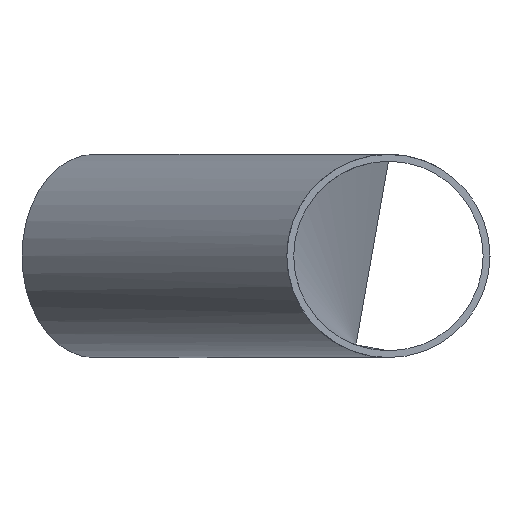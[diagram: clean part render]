
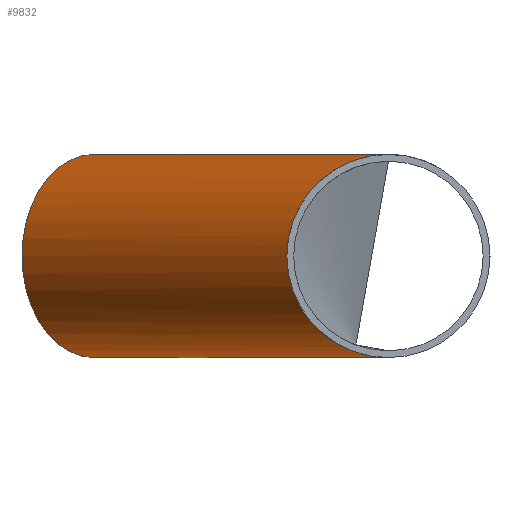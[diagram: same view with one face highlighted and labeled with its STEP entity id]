
A CAD part, left-side view. The second image highlights one B-rep face of the part: STEP entity #9832.
In plain terms, the highlighted cylindrical face has radius 44.45 mm (diameter 88.9 mm), a full revolution.
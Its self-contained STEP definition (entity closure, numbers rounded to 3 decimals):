
#100 = DIRECTION ( 'NONE',  ( 0.707, 0.707, 0. ) ) ;
#131 = EDGE_CURVE ( 'NONE', #15672, #15672, #9608, .T. ) ;
#234 = FACE_OUTER_BOUND ( 'NONE', #16930, .T. ) ;
#644 = CARTESIAN_POINT ( 'NONE',  ( -44.312, 0., 44.45 ) ) ;
#1922 =( BOUNDED_CURVE ( )  B_SPLINE_CURVE ( 3, ( #4294, #19442, #19280, #644 ),
 .UNSPECIFIED., .F., .T. ) 
 B_SPLINE_CURVE_WITH_KNOTS ( ( 4, 4 ),
 ( 1.571, 4.712 ),
 .UNSPECIFIED. ) 
 CURVE ( )  GEOMETRIC_REPRESENTATION_ITEM ( )  RATIONAL_B_SPLINE_CURVE ( ( 1., 0.333, 0.333, 1. ) ) 
 REPRESENTATION_ITEM ( '' )  );
#3216 = EDGE_CURVE ( 'NONE', #21260, #6011, #9375, .T. ) ;
#3281 = CARTESIAN_POINT ( 'NONE',  ( -44.312, 0., -44.45 ) ) ;
#3348 = CARTESIAN_POINT ( 'NONE',  ( -44.312, 0., -44.45 ) ) ;
#4294 = CARTESIAN_POINT ( 'NONE',  ( -44.312, 0., -44.45 ) ) ;
#5841 = CARTESIAN_POINT ( 'NONE',  ( 84.602, 128.914, 0. ) ) ;
#5919 = DIRECTION ( 'NONE',  ( -0.707, 0.707, 0. ) ) ;
#6011 = VERTEX_POINT ( 'NONE', #3281 ) ;
#6661 = EDGE_CURVE ( 'NONE', #6011, #21260, #1922, .T. ) ;
#7275 = EDGE_LOOP ( 'NONE', ( #10142, #23441 ) ) ;
#7796 = CYLINDRICAL_SURFACE ( 'NONE', #10488, 44.45 ) ;
#8463 = AXIS2_PLACEMENT_3D ( 'NONE', #20538, #100, #13150 ) ;
#9029 = CARTESIAN_POINT ( 'NONE',  ( -81.135, 88.9, 44.45 ) ) ;
#9105 = CARTESIAN_POINT ( 'NONE',  ( -44.312, 0., 44.45 ) ) ;
#9375 =( BOUNDED_CURVE ( )  B_SPLINE_CURVE ( 3, ( #9105, #9029, #21945, #3348 ),
 .UNSPECIFIED., .F., .F. ) 
 B_SPLINE_CURVE_WITH_KNOTS ( ( 4, 4 ),
 ( 4.712, 7.854 ),
 .UNSPECIFIED. ) 
 CURVE ( )  GEOMETRIC_REPRESENTATION_ITEM ( )  RATIONAL_B_SPLINE_CURVE ( ( 1., 0.333, 0.333, 1. ) ) 
 REPRESENTATION_ITEM ( '' )  );
#9608 = CIRCLE ( 'NONE', #8463, 44.45 ) ;
#9832 = ADVANCED_FACE ( 'NONE', ( #16506, #234 ), #7796, .T. ) ;
#10142 = ORIENTED_EDGE ( 'NONE', *, *, #6661, .F. ) ;
#10488 = AXIS2_PLACEMENT_3D ( 'NONE', #5841, #13448, #5919 ) ;
#13150 = DIRECTION ( 'NONE',  ( -0.707, 0.707, 0. ) ) ;
#13448 = DIRECTION ( 'NONE',  ( 0.707, 0.707, 0. ) ) ;
#13876 = CARTESIAN_POINT ( 'NONE',  ( -44.312, 0., 44.45 ) ) ;
#15672 = VERTEX_POINT ( 'NONE', #19336 ) ;
#16506 = FACE_OUTER_BOUND ( 'NONE', #7275, .T. ) ;
#16930 = EDGE_LOOP ( 'NONE', ( #22917 ) ) ;
#19280 = CARTESIAN_POINT ( 'NONE',  ( 170.312, 88.9, 44.45 ) ) ;
#19336 = CARTESIAN_POINT ( 'NONE',  ( 53.171, 160.345, 0. ) ) ;
#19442 = CARTESIAN_POINT ( 'NONE',  ( 170.312, 88.9, -44.45 ) ) ;
#20538 = CARTESIAN_POINT ( 'NONE',  ( 84.602, 128.914, 0. ) ) ;
#21260 = VERTEX_POINT ( 'NONE', #13876 ) ;
#21945 = CARTESIAN_POINT ( 'NONE',  ( -81.135, 88.9, -44.45 ) ) ;
#22917 = ORIENTED_EDGE ( 'NONE', *, *, #131, .F. ) ;
#23441 = ORIENTED_EDGE ( 'NONE', *, *, #3216, .F. ) ;
